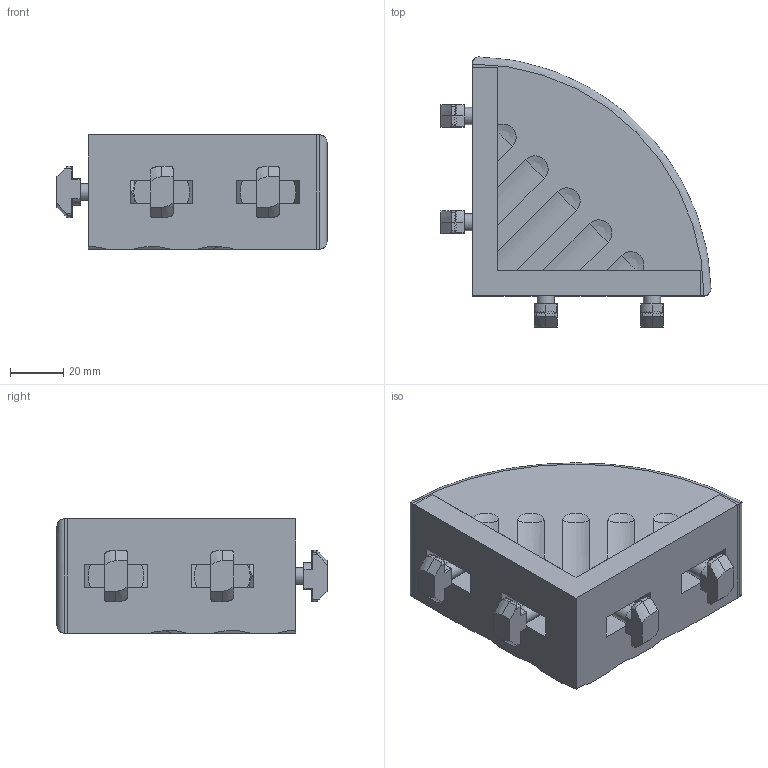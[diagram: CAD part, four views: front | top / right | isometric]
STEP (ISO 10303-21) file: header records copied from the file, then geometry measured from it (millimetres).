
FILE_DESCRIPTION(/* description */ (''),/* implementation_level */ '2;1');
FILE_NAME(/* name */ '123132',/* time_stamp */ '2014-10-06T13:08:09+02:00',/* author */ (''),/* organization */ (''),/* preprocessor_version */ 'ST-DEVELOPER v14',/* originating_system */ 'HiCAD 2013 1802.4 Build 509',/* authorisation */ '');
FILE_SCHEMA (('AUTOMOTIVE_DESIGN { 1 0 10303 214 1 1 1 1 }'));
Length unit declared in the file: millimetre
Products named in the file (11): Root; 123132HOEKSTUK 45 x90 LUXURYBOIKON; 122000Flensmoer M8BOIKON; 120210Hamerkopbout M8x25BOIKON; 123133AFDEKKAP HOEKSTUK 45x90 LUXURYBOIKON
Assembly tree (10 placements, depth 3):
  Root
    123132HOEKSTUK 45 x90 LUXURYBOIKON
      122000Flensmoer M8BOIKON
      122000Flensmoer M8BOIKON
      122000Flensmoer M8BOIKON
      122000Flensmoer M8BOIKON
      120210Hamerkopbout M8x25BOIKON
      120210Hamerkopbout M8x25BOIKON
      120210Hamerkopbout M8x25BOIKON
      120210Hamerkopbout M8x25BOIKON
      123133AFDEKKAP HOEKSTUK 45x90 LUXURYBOIKON
Bounding box: 101.66 x 101.66 x 43 mm (x, y, z)
Volume: 132113.8 mm3; surface area: 57576.3 mm2
Topology: 10 solids, 10 shells, 406 faces, 1112 edges, 738 vertices
Faces by surface type: plane 284, cylinder 66, cone 40, sphere 14, torus 2
Full cylindrical faces by diameter (mm): 6.466 x4, 8 x4, 21 x4
Entity records: 23856 total; most frequent: CARTESIAN_POINT 2650, DIRECTION 2334, PRESENTATION_STYLE_ASSIGNMENT 2122, COLOUR_RGB 2116, DRAUGHTING_PRE_DEFINED_CURVE_FONT 2112, CURVE_STYLE 2112, OVER_RIDING_STYLED_ITEM 2112, ORIENTED_EDGE 2112
